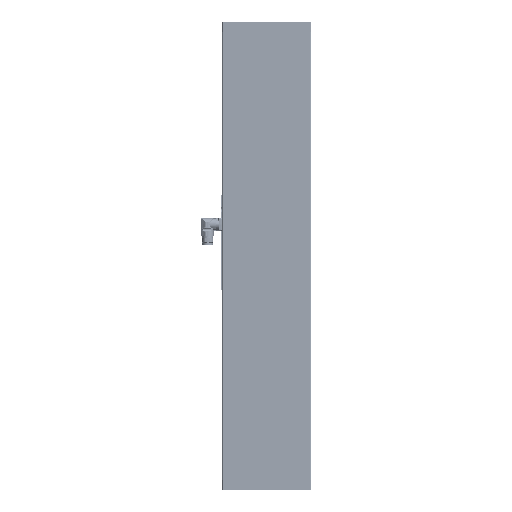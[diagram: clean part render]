
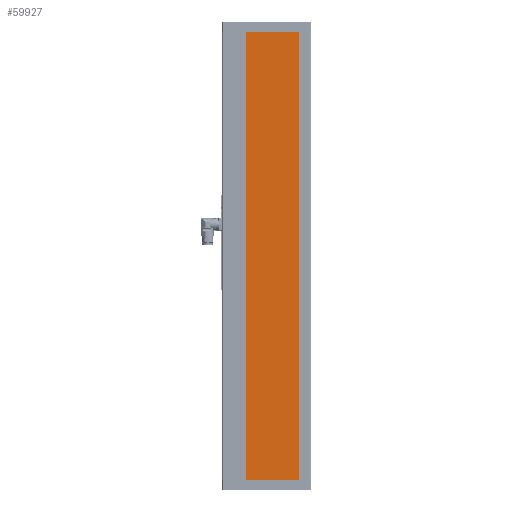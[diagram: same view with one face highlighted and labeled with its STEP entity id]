
A CAD part, left-side view. The second image highlights one B-rep face of the part: STEP entity #59927.
In plain terms, the highlighted planar face has unit normal (-1, 0, 0).
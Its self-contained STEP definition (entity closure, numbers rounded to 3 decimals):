
#6231 = EDGE_CURVE ( 'NONE', #47726, #168319, #92639, .T. ) ;
#19370 = LINE ( 'NONE', #145350, #157061 ) ;
#19833 = VECTOR ( 'NONE', #134029, 1000. ) ;
#34238 = CARTESIAN_POINT ( 'NONE',  ( 0., -65.4, 0. ) ) ;
#38509 = DIRECTION ( 'NONE',  ( 0., 0., -1. ) ) ;
#43265 = ORIENTED_EDGE ( 'NONE', *, *, #123018, .F. ) ;
#47726 = VERTEX_POINT ( 'NONE', #162662 ) ;
#49658 = VECTOR ( 'NONE', #60359, 1000. ) ;
#59927 = ADVANCED_FACE ( 'NONE', ( #162575 ), #81710, .F. ) ;
#60359 = DIRECTION ( 'NONE',  ( 0., 0., 1. ) ) ;
#71583 = AXIS2_PLACEMENT_3D ( 'NONE', #136575, #150023, #38509 ) ;
#81710 = PLANE ( 'NONE',  #71583 ) ;
#92639 = LINE ( 'NONE', #95292, #125340 ) ;
#95292 = CARTESIAN_POINT ( 'NONE',  ( 0., -90., 0. ) ) ;
#107897 = DIRECTION ( 'NONE',  ( 0., -1., 0. ) ) ;
#115246 = CARTESIAN_POINT ( 'NONE',  ( 0., -65.4, 910. ) ) ;
#116381 = CARTESIAN_POINT ( 'NONE',  ( 0., 40.9, 910. ) ) ;
#123018 = EDGE_CURVE ( 'NONE', #47726, #147660, #123178, .T. ) ;
#123178 = LINE ( 'NONE', #134910, #19833 ) ;
#125340 = VECTOR ( 'NONE', #107897, 1000. ) ;
#133923 = ORIENTED_EDGE ( 'NONE', *, *, #6231, .T. ) ;
#134029 = DIRECTION ( 'NONE',  ( 0., 0., 1. ) ) ;
#134910 = CARTESIAN_POINT ( 'NONE',  ( 0., 40.9, 0. ) ) ;
#136575 = CARTESIAN_POINT ( 'NONE',  ( 0., -90., 910. ) ) ;
#138374 = ORIENTED_EDGE ( 'NONE', *, *, #153741, .F. ) ;
#145350 = CARTESIAN_POINT ( 'NONE',  ( 0., -90., 910. ) ) ;
#147660 = VERTEX_POINT ( 'NONE', #116381 ) ;
#149392 = EDGE_CURVE ( 'NONE', #168319, #153732, #157464, .T. ) ;
#150023 = DIRECTION ( 'NONE',  ( 1., 0., 0. ) ) ;
#153732 = VERTEX_POINT ( 'NONE', #156077 ) ;
#153741 = EDGE_CURVE ( 'NONE', #147660, #153732, #19370, .T. ) ;
#156077 = CARTESIAN_POINT ( 'NONE',  ( 0., -65.4, 910. ) ) ;
#157061 = VECTOR ( 'NONE', #172174, 1000. ) ;
#157464 = LINE ( 'NONE', #115246, #49658 ) ;
#162575 = FACE_OUTER_BOUND ( 'NONE', #175168, .T. ) ;
#162662 = CARTESIAN_POINT ( 'NONE',  ( 0., 40.9, 0. ) ) ;
#168319 = VERTEX_POINT ( 'NONE', #34238 ) ;
#172174 = DIRECTION ( 'NONE',  ( 0., -1., 0. ) ) ;
#175168 = EDGE_LOOP ( 'NONE', ( #138374, #43265, #133923, #176698 ) ) ;
#176698 = ORIENTED_EDGE ( 'NONE', *, *, #149392, .T. ) ;
